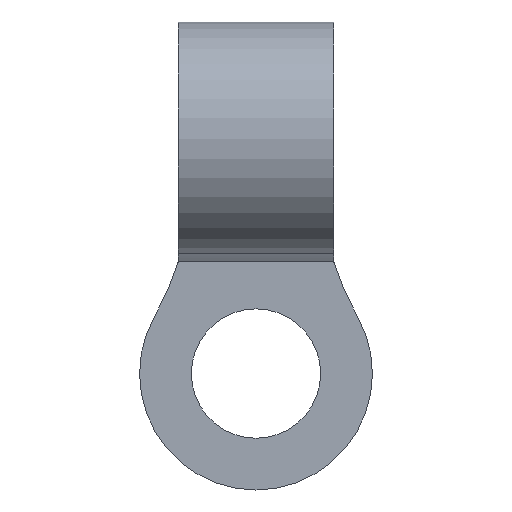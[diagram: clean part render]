
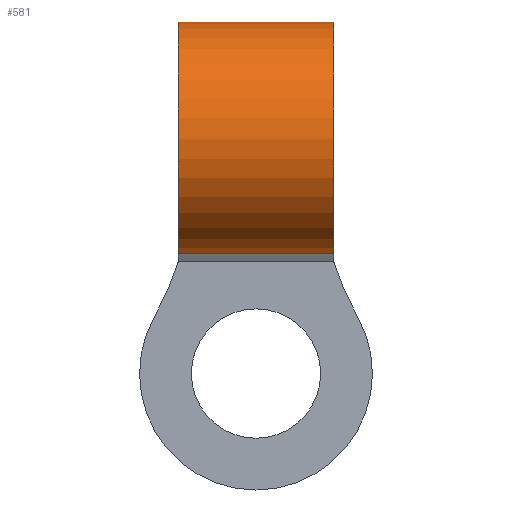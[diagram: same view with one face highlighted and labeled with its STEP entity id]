
A CAD part, left-side view. The second image highlights one B-rep face of the part: STEP entity #581.
In plain terms, the highlighted cylindrical face has radius 4.5 mm (diameter 9 mm), a partial arc.
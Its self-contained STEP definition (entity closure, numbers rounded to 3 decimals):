
#41=LINE('',#1199,#88);
#84=LINE('',#1659,#131);
#88=VECTOR('',#670,10.);
#131=VECTOR('',#771,10.);
#136=CYLINDRICAL_SURFACE('',#642,4.5);
#170=FACE_OUTER_BOUND('',#205,.T.);
#205=EDGE_LOOP('',(#515,#516,#517,#518));
#223=CIRCLE('',#628,4.5);
#224=CIRCLE('',#643,4.5);
#258=VERTEX_POINT('',#1196);
#259=VERTEX_POINT('',#1198);
#269=VERTEX_POINT('',#1579);
#295=VERTEX_POINT('',#1657);
#318=EDGE_CURVE('',#258,#259,#41,.T.);
#337=EDGE_CURVE('',#258,#269,#223,.T.);
#376=EDGE_CURVE('',#269,#295,#84,.T.);
#377=EDGE_CURVE('',#259,#295,#224,.T.);
#515=ORIENTED_EDGE('',*,*,#337,.T.);
#516=ORIENTED_EDGE('',*,*,#376,.T.);
#517=ORIENTED_EDGE('',*,*,#377,.F.);
#518=ORIENTED_EDGE('',*,*,#318,.F.);
#581=ADVANCED_FACE('',(#170),#136,.T.);
#628=AXIS2_PLACEMENT_3D('',#1581,#705,#706);
#642=AXIS2_PLACEMENT_3D('',#1660,#772,#773);
#643=AXIS2_PLACEMENT_3D('',#1661,#774,#775);
#670=DIRECTION('',(0.,1.,0.));
#705=DIRECTION('center_axis',(0.,1.,0.));
#706=DIRECTION('ref_axis',(-1.,0.,0.));
#771=DIRECTION('',(0.,1.,0.));
#772=DIRECTION('center_axis',(0.,1.,0.));
#773=DIRECTION('ref_axis',(-1.,0.,0.));
#774=DIRECTION('center_axis',(0.,1.,0.));
#775=DIRECTION('ref_axis',(-1.,0.,0.));
#1196=CARTESIAN_POINT('',(-14.059,3.,-86.346));
#1198=CARTESIAN_POINT('',(-14.059,9.,-86.346));
#1199=CARTESIAN_POINT('',(-14.059,3.,-86.346));
#1579=CARTESIAN_POINT('',(-13.284,3.,-77.413));
#1581=CARTESIAN_POINT('Origin',(-13.284,3.,-81.913));
#1657=CARTESIAN_POINT('',(-13.284,9.,-77.413));
#1659=CARTESIAN_POINT('',(-13.284,3.,-77.413));
#1660=CARTESIAN_POINT('Origin',(-13.284,3.,-81.913));
#1661=CARTESIAN_POINT('Origin',(-13.284,9.,-81.913));
